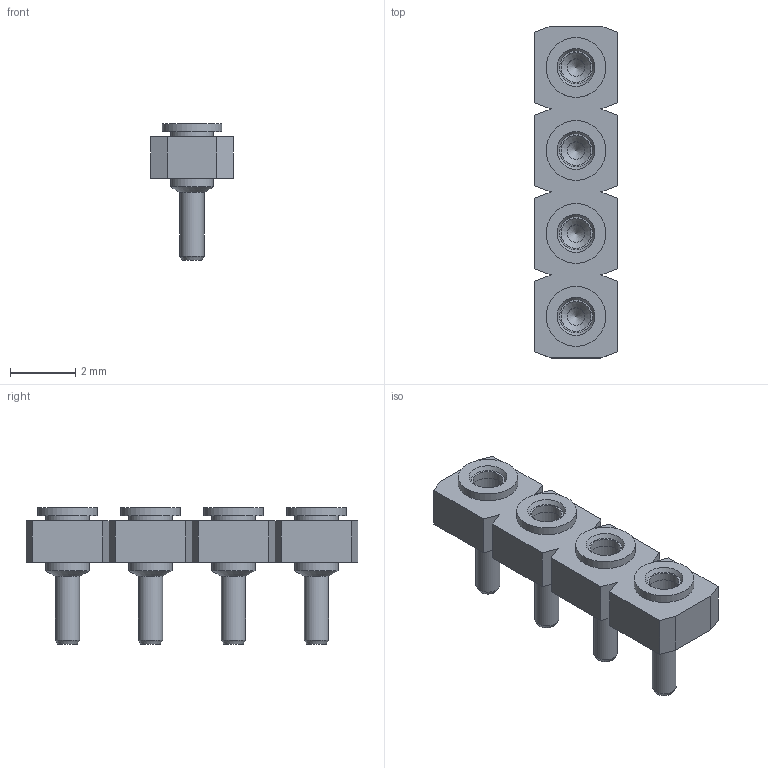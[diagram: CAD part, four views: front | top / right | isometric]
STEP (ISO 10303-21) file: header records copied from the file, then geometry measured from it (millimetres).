
FILE_DESCRIPTION(('FreeCAD Model'),'2;1');
FILE_NAME('Open CASCADE Shape Model','2023-04-06T21:14:43',('Author'),( ''),'Open CASCADE STEP processor 7.5','FreeCAD','Unknown');
FILE_SCHEMA(('AUTOMOTIVE_DESIGN { 1 0 10303 214 1 1 1 1 }'));
Length unit declared in the file: millimetre
Products named in the file (3): SL-104-TT-19; SC-8P1_pins; SL-104_socket
Assembly tree (5 placements, depth 2):
  SL-104-TT-19
    SC-8P1_pins  x4
    SL-104_socket
Bounding box: 2.54 x 10.16 x 4.19 mm (x, y, z)
Volume: 33.8 mm3; surface area: 210.1 mm2
Topology: 5 solids, 5 shells, 108 faces, 222 edges, 140 vertices
Faces by surface type: plane 52, cylinder 32, cone 24
Full cylindrical faces by diameter (mm): 0.533 x4, 0.737 x4, 0.914 x4, 1.016 x4, 1.321 x12, 1.829 x4
Entity records: 1596 total; most frequent: CARTESIAN_POINT 276, DIRECTION 246, ORIENTED_EDGE 244, EDGE_CURVE 122, AXIS2_PLACEMENT_3D 84, VERTEX_POINT 80, LINE 78, VECTOR 78
